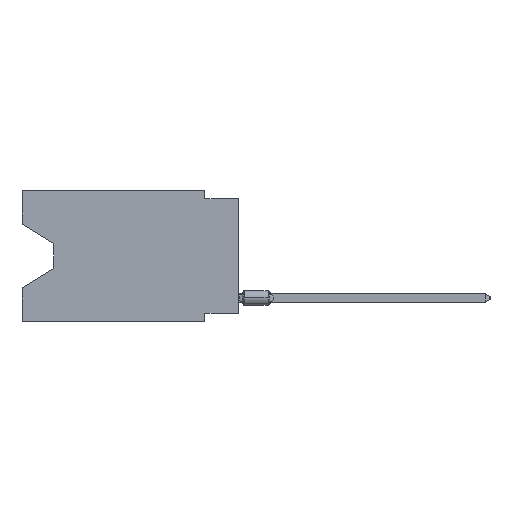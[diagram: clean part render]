
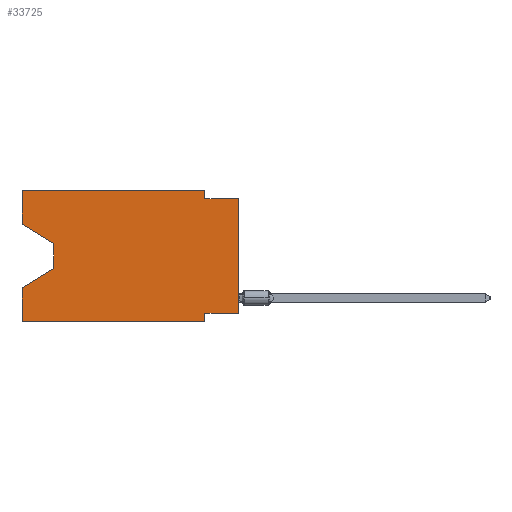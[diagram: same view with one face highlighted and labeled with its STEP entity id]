
A CAD part, left-side view. The second image highlights one B-rep face of the part: STEP entity #33725.
In plain terms, the highlighted planar face has unit normal (-1, 0, 0).
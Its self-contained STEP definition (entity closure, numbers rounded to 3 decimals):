
#475 = ORIENTED_EDGE ( 'NONE', *, *, #42256, .F. ) ;
#1755 = CARTESIAN_POINT ( 'NONE',  ( 0., 13.97, -4.013 ) ) ;
#2030 = VERTEX_POINT ( 'NONE', #28175 ) ;
#2633 = CARTESIAN_POINT ( 'NONE',  ( 0., 2.54, 0. ) ) ;
#2979 = EDGE_CURVE ( 'NONE', #11958, #25455, #5011, .T. ) ;
#3998 = EDGE_CURVE ( 'NONE', #12308, #40571, #58103, .T. ) ;
#4615 = VECTOR ( 'NONE', #6179, 1000. ) ;
#4648 = ORIENTED_EDGE ( 'NONE', *, *, #54465, .F. ) ;
#5011 = LINE ( 'NONE', #23739, #7658 ) ;
#5538 = CARTESIAN_POINT ( 'NONE',  ( 0., 16.383, 0. ) ) ;
#6179 = DIRECTION ( 'NONE',  ( 0., 0., 1. ) ) ;
#7460 = VECTOR ( 'NONE', #41663, 1000. ) ;
#7658 = VECTOR ( 'NONE', #55085, 1000. ) ;
#7900 = CARTESIAN_POINT ( 'NONE',  ( 0., 16.383, -7.36 ) ) ;
#10101 = DIRECTION ( 'NONE',  ( 0., 0.855, -0.519 ) ) ;
#10678 = VECTOR ( 'NONE', #39389, 1000. ) ;
#11009 = CARTESIAN_POINT ( 'NONE',  ( 0., 13.97, -5.893 ) ) ;
#11022 = VECTOR ( 'NONE', #18169, 1000. ) ;
#11190 = CARTESIAN_POINT ( 'NONE',  ( 0., 16.383, -2.546 ) ) ;
#11407 = CARTESIAN_POINT ( 'NONE',  ( 0., 2.54, -9.906 ) ) ;
#11958 = VERTEX_POINT ( 'NONE', #48629 ) ;
#12308 = VERTEX_POINT ( 'NONE', #5538 ) ;
#14556 = CARTESIAN_POINT ( 'NONE',  ( 0., 2.54, 0. ) ) ;
#14584 = DIRECTION ( 'NONE',  ( 0., 1., 0. ) ) ;
#14917 = ORIENTED_EDGE ( 'NONE', *, *, #20495, .T. ) ;
#15702 = CARTESIAN_POINT ( 'NONE',  ( 0., 16.383, 0. ) ) ;
#15938 = VERTEX_POINT ( 'NONE', #7900 ) ;
#16019 = ORIENTED_EDGE ( 'NONE', *, *, #3998, .F. ) ;
#16500 = ORIENTED_EDGE ( 'NONE', *, *, #2979, .F. ) ;
#17660 = LINE ( 'NONE', #60383, #7460 ) ;
#18072 = EDGE_CURVE ( 'NONE', #2030, #54844, #51904, .T. ) ;
#18169 = DIRECTION ( 'NONE',  ( 0., -1., 0. ) ) ;
#18779 = CARTESIAN_POINT ( 'NONE',  ( 0., 16.383, -2.546 ) ) ;
#19393 = EDGE_CURVE ( 'NONE', #21125, #25455, #51384, .T. ) ;
#19613 = CARTESIAN_POINT ( 'NONE',  ( 0., 0., 0. ) ) ;
#20257 = DIRECTION ( 'NONE',  ( 0., 0., -1. ) ) ;
#20495 = EDGE_CURVE ( 'NONE', #33685, #15938, #56810, .T. ) ;
#21125 = VERTEX_POINT ( 'NONE', #50389 ) ;
#23739 = CARTESIAN_POINT ( 'NONE',  ( 0., 2.54, -9.906 ) ) ;
#25135 = CARTESIAN_POINT ( 'NONE',  ( 0., 0., -0.635 ) ) ;
#25455 = VERTEX_POINT ( 'NONE', #11407 ) ;
#26896 = CARTESIAN_POINT ( 'NONE',  ( 0., 0., -0.635 ) ) ;
#28175 = CARTESIAN_POINT ( 'NONE',  ( 0., 0., -9.271 ) ) ;
#28315 = CARTESIAN_POINT ( 'NONE',  ( 0., 16.383, -9.906 ) ) ;
#29194 = PLANE ( 'NONE',  #48063 ) ;
#29235 = VERTEX_POINT ( 'NONE', #56626 ) ;
#31187 = DIRECTION ( 'NONE',  ( 0., 0., -1. ) ) ;
#33376 = EDGE_CURVE ( 'NONE', #59654, #33685, #53221, .T. ) ;
#33513 = FACE_OUTER_BOUND ( 'NONE', #53251, .T. ) ;
#33549 = VECTOR ( 'NONE', #47601, 1000. ) ;
#33579 = DIRECTION ( 'NONE',  ( 0., 0., -1. ) ) ;
#33685 = VERTEX_POINT ( 'NONE', #50439 ) ;
#33725 = ADVANCED_FACE ( 'NONE', ( #33513 ), #29194, .F. ) ;
#34110 = CARTESIAN_POINT ( 'NONE',  ( 0., 16.383, 0. ) ) ;
#34147 = LINE ( 'NONE', #48287, #4615 ) ;
#34656 = ORIENTED_EDGE ( 'NONE', *, *, #37817, .T. ) ;
#35552 = VECTOR ( 'NONE', #10101, 1000. ) ;
#37570 = EDGE_CURVE ( 'NONE', #29235, #54844, #45973, .T. ) ;
#37582 = ORIENTED_EDGE ( 'NONE', *, *, #33376, .T. ) ;
#37817 = EDGE_CURVE ( 'NONE', #54282, #59654, #53285, .T. ) ;
#37964 = LINE ( 'NONE', #56681, #38208 ) ;
#38208 = VECTOR ( 'NONE', #14584, 1000. ) ;
#39308 = ORIENTED_EDGE ( 'NONE', *, *, #37570, .F. ) ;
#39389 = DIRECTION ( 'NONE',  ( 0., -1., 0. ) ) ;
#39695 = EDGE_CURVE ( 'NONE', #2030, #11958, #37964, .T. ) ;
#40571 = VERTEX_POINT ( 'NONE', #14556 ) ;
#41639 = VECTOR ( 'NONE', #55167, 1000. ) ;
#41663 = DIRECTION ( 'NONE',  ( 0., 0., 1. ) ) ;
#42256 = EDGE_CURVE ( 'NONE', #40571, #29235, #58849, .T. ) ;
#43407 = ORIENTED_EDGE ( 'NONE', *, *, #52195, .F. ) ;
#45973 = LINE ( 'NONE', #26896, #41639 ) ;
#46371 = ORIENTED_EDGE ( 'NONE', *, *, #39695, .F. ) ;
#47601 = DIRECTION ( 'NONE',  ( 0., 0., 1. ) ) ;
#48041 = ORIENTED_EDGE ( 'NONE', *, *, #18072, .T. ) ;
#48063 = AXIS2_PLACEMENT_3D ( 'NONE', #34110, #56845, #20257 ) ;
#48287 = CARTESIAN_POINT ( 'NONE',  ( 0., 16.383, 0. ) ) ;
#48629 = CARTESIAN_POINT ( 'NONE',  ( 0., 2.54, -9.271 ) ) ;
#49017 = VECTOR ( 'NONE', #33579, 1000. ) ;
#50389 = CARTESIAN_POINT ( 'NONE',  ( 0., 16.383, -9.906 ) ) ;
#50439 = CARTESIAN_POINT ( 'NONE',  ( 0., 13.97, -5.893 ) ) ;
#51384 = LINE ( 'NONE', #28315, #11022 ) ;
#51904 = LINE ( 'NONE', #19613, #33549 ) ;
#52195 = EDGE_CURVE ( 'NONE', #54282, #12308, #17660, .T. ) ;
#52321 = VECTOR ( 'NONE', #53884, 1000. ) ;
#53221 = LINE ( 'NONE', #57514, #49017 ) ;
#53251 = EDGE_LOOP ( 'NONE', ( #34656, #37582, #14917, #4648, #55415, #16500, #46371, #48041, #39308, #475, #16019, #43407 ) ) ;
#53285 = LINE ( 'NONE', #11190, #52321 ) ;
#53884 = DIRECTION ( 'NONE',  ( 0., -0.855, -0.519 ) ) ;
#54282 = VERTEX_POINT ( 'NONE', #18779 ) ;
#54465 = EDGE_CURVE ( 'NONE', #21125, #15938, #34147, .T. ) ;
#54844 = VERTEX_POINT ( 'NONE', #25135 ) ;
#55064 = VECTOR ( 'NONE', #31187, 1000. ) ;
#55085 = DIRECTION ( 'NONE',  ( 0., 0., -1. ) ) ;
#55167 = DIRECTION ( 'NONE',  ( 0., -1., 0. ) ) ;
#55415 = ORIENTED_EDGE ( 'NONE', *, *, #19393, .T. ) ;
#56626 = CARTESIAN_POINT ( 'NONE',  ( 0., 2.54, -0.635 ) ) ;
#56681 = CARTESIAN_POINT ( 'NONE',  ( 0., 0., -9.271 ) ) ;
#56810 = LINE ( 'NONE', #11009, #35552 ) ;
#56845 = DIRECTION ( 'NONE',  ( 1., 0., 0. ) ) ;
#57514 = CARTESIAN_POINT ( 'NONE',  ( 0., 13.97, -4.013 ) ) ;
#58103 = LINE ( 'NONE', #15702, #10678 ) ;
#58849 = LINE ( 'NONE', #2633, #55064 ) ;
#59654 = VERTEX_POINT ( 'NONE', #1755 ) ;
#60383 = CARTESIAN_POINT ( 'NONE',  ( 0., 16.383, 0. ) ) ;
